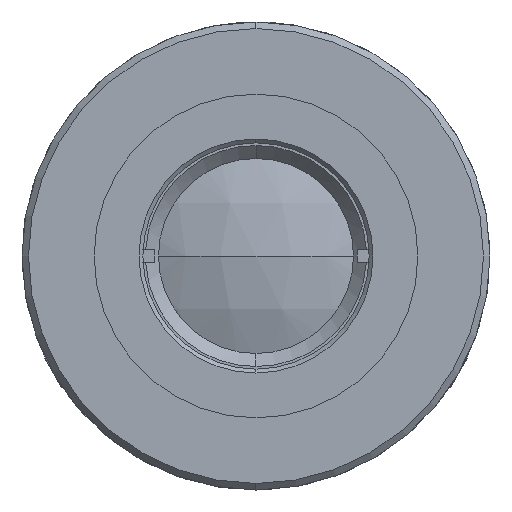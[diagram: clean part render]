
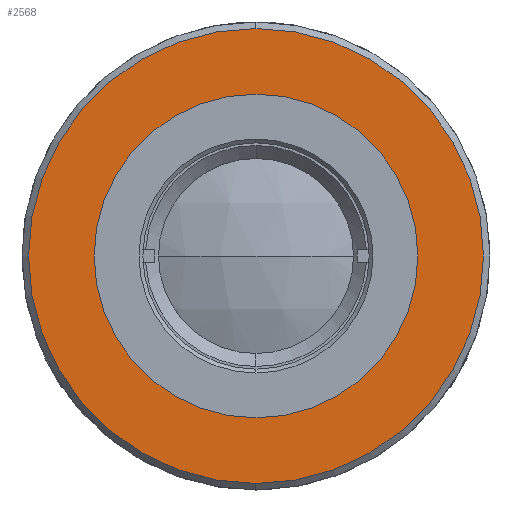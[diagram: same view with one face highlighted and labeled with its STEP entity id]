
A CAD part, left-side view. The second image highlights one B-rep face of the part: STEP entity #2568.
In plain terms, the highlighted planar face has unit normal (-1, 0, 0).
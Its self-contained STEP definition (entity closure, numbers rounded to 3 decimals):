
#114 = EDGE_CURVE ( 'NONE', #2401, #4087, #496, .T. ) ;
#496 = CIRCLE ( 'NONE', #3246, 12.45 ) ;
#519 = EDGE_CURVE ( 'NONE', #4087, #2401, #3022, .T. ) ;
#559 = EDGE_LOOP ( 'NONE', ( #2817, #4649 ) ) ;
#608 = FACE_OUTER_BOUND ( 'NONE', #559, .T. ) ;
#628 = CARTESIAN_POINT ( 'NONE',  ( -5.003, 0., 17.5 ) ) ;
#888 = DIRECTION ( 'NONE',  ( 0., 0., -1. ) ) ;
#1014 = DIRECTION ( 'NONE',  ( -1., 0., 0. ) ) ;
#1043 = DIRECTION ( 'NONE',  ( -1., 0., 0. ) ) ;
#1224 = AXIS2_PLACEMENT_3D ( 'NONE', #3184, #1659, #888 ) ;
#1398 = FACE_BOUND ( 'NONE', #3824, .T. ) ;
#1410 = VERTEX_POINT ( 'NONE', #628 ) ;
#1528 = AXIS2_PLACEMENT_3D ( 'NONE', #1581, #3847, #3788 ) ;
#1581 = CARTESIAN_POINT ( 'NONE',  ( -5.003, 0., 0. ) ) ;
#1659 = DIRECTION ( 'NONE',  ( -1., 0., 0. ) ) ;
#1723 = DIRECTION ( 'NONE',  ( 0., 0., -1. ) ) ;
#1732 = ORIENTED_EDGE ( 'NONE', *, *, #519, .F. ) ;
#1830 = DIRECTION ( 'NONE',  ( 0., 0., -1. ) ) ;
#1951 = AXIS2_PLACEMENT_3D ( 'NONE', #3683, #1014, #1830 ) ;
#2144 = CARTESIAN_POINT ( 'NONE',  ( -5.003, 18., 0. ) ) ;
#2195 = ORIENTED_EDGE ( 'NONE', *, *, #114, .F. ) ;
#2275 = EDGE_CURVE ( 'NONE', #3612, #1410, #2724, .T. ) ;
#2350 = CARTESIAN_POINT ( 'NONE',  ( -5.003, 0., -17.5 ) ) ;
#2401 = VERTEX_POINT ( 'NONE', #2628 ) ;
#2566 = CIRCLE ( 'NONE', #1951, 17.5 ) ;
#2568 = ADVANCED_FACE ( 'NONE', ( #608, #1398 ), #4727, .F. ) ;
#2628 = CARTESIAN_POINT ( 'NONE',  ( -5.003, 0., -12.45 ) ) ;
#2724 = CIRCLE ( 'NONE', #1224, 17.5 ) ;
#2817 = ORIENTED_EDGE ( 'NONE', *, *, #2275, .T. ) ;
#3022 = CIRCLE ( 'NONE', #1528, 12.45 ) ;
#3084 = EDGE_CURVE ( 'NONE', #1410, #3612, #2566, .T. ) ;
#3095 = CARTESIAN_POINT ( 'NONE',  ( -5.003, 0., 0. ) ) ;
#3184 = CARTESIAN_POINT ( 'NONE',  ( -5.003, 0., 0. ) ) ;
#3246 = AXIS2_PLACEMENT_3D ( 'NONE', #3095, #1043, #3565 ) ;
#3565 = DIRECTION ( 'NONE',  ( 0., 0., 1. ) ) ;
#3612 = VERTEX_POINT ( 'NONE', #2350 ) ;
#3683 = CARTESIAN_POINT ( 'NONE',  ( -5.003, 0., 0. ) ) ;
#3788 = DIRECTION ( 'NONE',  ( 0., 0., 1. ) ) ;
#3824 = EDGE_LOOP ( 'NONE', ( #1732, #2195 ) ) ;
#3847 = DIRECTION ( 'NONE',  ( -1., 0., 0. ) ) ;
#3937 = DIRECTION ( 'NONE',  ( 1., 0., 0. ) ) ;
#3975 = AXIS2_PLACEMENT_3D ( 'NONE', #2144, #3937, #1723 ) ;
#4087 = VERTEX_POINT ( 'NONE', #4343 ) ;
#4343 = CARTESIAN_POINT ( 'NONE',  ( -5.003, 0., 12.45 ) ) ;
#4649 = ORIENTED_EDGE ( 'NONE', *, *, #3084, .T. ) ;
#4727 = PLANE ( 'NONE',  #3975 ) ;
